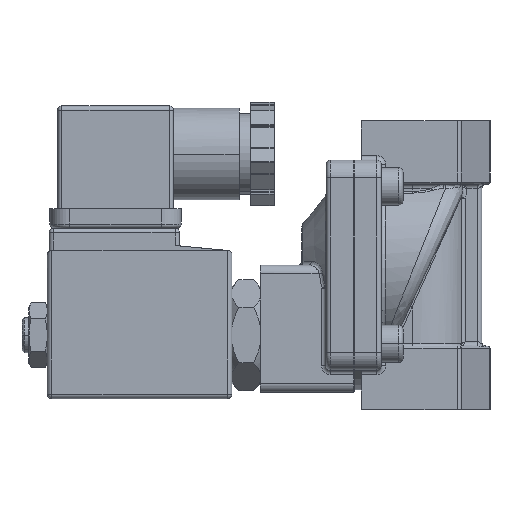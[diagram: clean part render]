
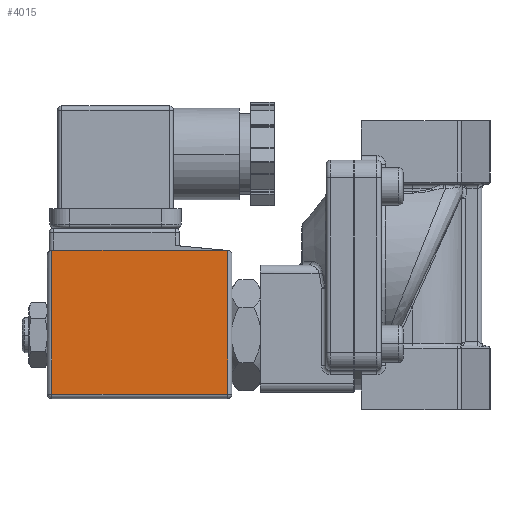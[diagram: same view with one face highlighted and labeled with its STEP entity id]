
A CAD part, left-side view. The second image highlights one B-rep face of the part: STEP entity #4015.
In plain terms, the highlighted face is planar.
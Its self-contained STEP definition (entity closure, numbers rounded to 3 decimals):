
#70 = CARTESIAN_POINT ( 'NONE',  ( -1., 0., 1. ) ) ;
#510 = VECTOR ( 'NONE', #16714, 1000. ) ;
#3300 = LINE ( 'NONE', #22609, #26492 ) ;
#3993 = AXIS2_PLACEMENT_3D ( 'NONE', #23005, #28838, #11440 ) ;
#4015 = ADVANCED_FACE ( 'NONE', ( #16794 ), #25918, .F. ) ;
#5816 = VERTEX_POINT ( 'NONE', #70 ) ;
#7737 = CARTESIAN_POINT ( 'NONE',  ( -33.9, 0., 1. ) ) ;
#9178 = LINE ( 'NONE', #13810, #510 ) ;
#11263 = CARTESIAN_POINT ( 'NONE',  ( 0., 0., 1. ) ) ;
#11440 = DIRECTION ( 'NONE',  ( -1., 0., 0. ) ) ;
#12381 = EDGE_CURVE ( 'NONE', #28942, #35867, #23093, .T. ) ;
#13169 = CARTESIAN_POINT ( 'NONE',  ( -33.9, 0., 0. ) ) ;
#13810 = CARTESIAN_POINT ( 'NONE',  ( -1., 0., 42.2 ) ) ;
#13877 = EDGE_CURVE ( 'NONE', #28942, #5816, #22640, .T. ) ;
#14886 = VECTOR ( 'NONE', #17087, 1000. ) ;
#15350 = VECTOR ( 'NONE', #36482, 1000. ) ;
#16714 = DIRECTION ( 'NONE',  ( 0., 0., 1. ) ) ;
#16794 = FACE_OUTER_BOUND ( 'NONE', #17649, .T. ) ;
#17087 = DIRECTION ( 'NONE',  ( 1., 0., 0. ) ) ;
#17649 = EDGE_LOOP ( 'NONE', ( #35608, #30418, #21109, #27105 ) ) ;
#19113 = CARTESIAN_POINT ( 'NONE',  ( -33.9, 0., 41.2 ) ) ;
#19657 = DIRECTION ( 'NONE',  ( -1., 0., 0. ) ) ;
#21109 = ORIENTED_EDGE ( 'NONE', *, *, #25119, .T. ) ;
#22609 = CARTESIAN_POINT ( 'NONE',  ( -33.9, 0., 41.2 ) ) ;
#22640 = LINE ( 'NONE', #11263, #14886 ) ;
#23005 = CARTESIAN_POINT ( 'NONE',  ( 0., 0., 42.2 ) ) ;
#23093 = LINE ( 'NONE', #13169, #15350 ) ;
#25119 = EDGE_CURVE ( 'NONE', #5816, #30958, #9178, .T. ) ;
#25918 = PLANE ( 'NONE',  #3993 ) ;
#26492 = VECTOR ( 'NONE', #19657, 1000. ) ;
#27105 = ORIENTED_EDGE ( 'NONE', *, *, #32419, .T. ) ;
#28838 = DIRECTION ( 'NONE',  ( 0., 1., 0. ) ) ;
#28942 = VERTEX_POINT ( 'NONE', #7737 ) ;
#30418 = ORIENTED_EDGE ( 'NONE', *, *, #13877, .T. ) ;
#30958 = VERTEX_POINT ( 'NONE', #30991 ) ;
#30991 = CARTESIAN_POINT ( 'NONE',  ( -1., 0., 41.2 ) ) ;
#32419 = EDGE_CURVE ( 'NONE', #30958, #35867, #3300, .T. ) ;
#35608 = ORIENTED_EDGE ( 'NONE', *, *, #12381, .F. ) ;
#35867 = VERTEX_POINT ( 'NONE', #19113 ) ;
#36482 = DIRECTION ( 'NONE',  ( 0., 0., 1. ) ) ;
